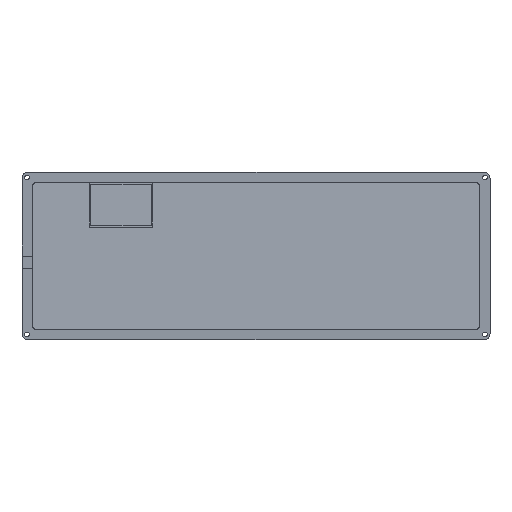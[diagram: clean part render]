
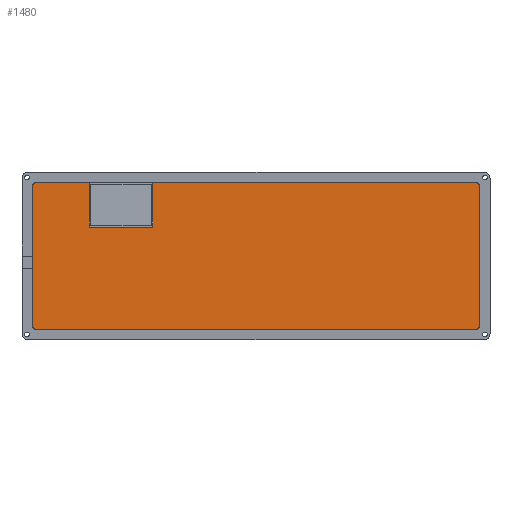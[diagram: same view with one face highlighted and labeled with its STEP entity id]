
A CAD part, top view. The second image highlights one B-rep face of the part: STEP entity #1480.
In plain terms, the highlighted planar face has unit normal (0, 0, 1).
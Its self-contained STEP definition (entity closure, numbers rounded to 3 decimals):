
#101=PLANE('',#1639);
#175=FACE_OUTER_BOUND('',#269,.T.);
#269=EDGE_LOOP('',(#1278,#1279,#1280,#1281,#1282,#1283,#1284,#1285,#1286,
#1287,#1288,#1289));
#296=LINE('',#2138,#420);
#300=LINE('',#2146,#424);
#315=LINE('',#2176,#439);
#319=LINE('',#2184,#443);
#323=LINE('',#2191,#447);
#402=LINE('',#2659,#526);
#403=LINE('',#2663,#527);
#404=LINE('',#2666,#528);
#420=VECTOR('',#1709,10.);
#424=VECTOR('',#1715,10.);
#439=VECTOR('',#1740,10.);
#443=VECTOR('',#1748,10.);
#447=VECTOR('',#1752,10.);
#526=VECTOR('',#2039,10.);
#527=VECTOR('',#2042,10.);
#528=VECTOR('',#2045,10.);
#592=CIRCLE('',#1638,3.);
#593=CIRCLE('',#1640,3.);
#594=CIRCLE('',#1641,3.);
#595=CIRCLE('',#1642,3.);
#610=VERTEX_POINT('',#2136);
#611=VERTEX_POINT('',#2137);
#614=VERTEX_POINT('',#2145);
#624=VERTEX_POINT('',#2175);
#626=VERTEX_POINT('',#2183);
#629=VERTEX_POINT('',#2189);
#726=VERTEX_POINT('',#2652);
#727=VERTEX_POINT('',#2656);
#728=VERTEX_POINT('',#2658);
#729=VERTEX_POINT('',#2660);
#730=VERTEX_POINT('',#2662);
#731=VERTEX_POINT('',#2664);
#750=EDGE_CURVE('',#610,#611,#296,.T.);
#754=EDGE_CURVE('',#614,#610,#300,.T.);
#769=EDGE_CURVE('',#624,#614,#315,.T.);
#773=EDGE_CURVE('',#624,#626,#319,.T.);
#777=EDGE_CURVE('',#629,#611,#323,.T.);
#925=EDGE_CURVE('',#726,#626,#592,.T.);
#927=EDGE_CURVE('',#629,#727,#593,.T.);
#928=EDGE_CURVE('',#728,#727,#402,.T.);
#929=EDGE_CURVE('',#728,#729,#594,.T.);
#930=EDGE_CURVE('',#730,#729,#403,.T.);
#931=EDGE_CURVE('',#730,#731,#595,.T.);
#932=EDGE_CURVE('',#726,#731,#404,.T.);
#1278=ORIENTED_EDGE('',*,*,#750,.T.);
#1279=ORIENTED_EDGE('',*,*,#777,.F.);
#1280=ORIENTED_EDGE('',*,*,#927,.T.);
#1281=ORIENTED_EDGE('',*,*,#928,.F.);
#1282=ORIENTED_EDGE('',*,*,#929,.T.);
#1283=ORIENTED_EDGE('',*,*,#930,.F.);
#1284=ORIENTED_EDGE('',*,*,#931,.T.);
#1285=ORIENTED_EDGE('',*,*,#932,.F.);
#1286=ORIENTED_EDGE('',*,*,#925,.T.);
#1287=ORIENTED_EDGE('',*,*,#773,.F.);
#1288=ORIENTED_EDGE('',*,*,#769,.T.);
#1289=ORIENTED_EDGE('',*,*,#754,.T.);
#1480=ADVANCED_FACE('',(#175),#101,.T.);
#1638=AXIS2_PLACEMENT_3D('',#2653,#2032,#2033);
#1639=AXIS2_PLACEMENT_3D('',#2655,#2035,#2036);
#1640=AXIS2_PLACEMENT_3D('',#2657,#2037,#2038);
#1641=AXIS2_PLACEMENT_3D('',#2661,#2040,#2041);
#1642=AXIS2_PLACEMENT_3D('',#2665,#2043,#2044);
#1709=DIRECTION('',(0.,1.,0.));
#1715=DIRECTION('',(-1.,0.,0.));
#1740=DIRECTION('',(0.,-1.,0.));
#1748=DIRECTION('',(1.,0.,0.));
#1752=DIRECTION('',(1.,0.,0.));
#2032=DIRECTION('center_axis',(0.,0.,1.));
#2033=DIRECTION('ref_axis',(0.707,0.707,0.));
#2035=DIRECTION('center_axis',(0.,0.,1.));
#2036=DIRECTION('ref_axis',(1.,0.,0.));
#2037=DIRECTION('center_axis',(0.,0.,1.));
#2038=DIRECTION('ref_axis',(-0.707,0.707,0.));
#2039=DIRECTION('',(0.,1.,0.));
#2040=DIRECTION('center_axis',(0.,0.,1.));
#2041=DIRECTION('ref_axis',(-0.707,-0.707,0.));
#2042=DIRECTION('',(-1.,0.,0.));
#2043=DIRECTION('center_axis',(0.,0.,1.));
#2044=DIRECTION('ref_axis',(0.707,-0.707,0.));
#2045=DIRECTION('',(0.,-1.,0.));
#2136=CARTESIAN_POINT('',(-185.297,-5.944,3.));
#2137=CARTESIAN_POINT('',(-185.297,25.056,3.));
#2138=CARTESIAN_POINT('',(-185.297,-16.044,3.));
#2145=CARTESIAN_POINT('',(-141.297,-5.944,3.));
#2146=CARTESIAN_POINT('',(-105.247,-5.944,3.));
#2175=CARTESIAN_POINT('',(-141.297,25.056,3.));
#2176=CARTESIAN_POINT('',(-141.297,-0.544,3.));
#2183=CARTESIAN_POINT('',(83.903,25.056,3.));
#2184=CARTESIAN_POINT('',(-147.247,25.056,3.));
#2189=CARTESIAN_POINT('',(-222.297,25.056,3.));
#2191=CARTESIAN_POINT('',(-147.247,25.056,3.));
#2652=CARTESIAN_POINT('',(86.903,22.056,3.));
#2653=CARTESIAN_POINT('Origin',(83.903,22.056,3.));
#2655=CARTESIAN_POINT('Origin',(-69.197,-26.144,3.));
#2656=CARTESIAN_POINT('',(-225.297,22.056,3.));
#2657=CARTESIAN_POINT('Origin',(-222.297,22.056,3.));
#2658=CARTESIAN_POINT('',(-225.297,-74.344,3.));
#2659=CARTESIAN_POINT('',(-225.297,-51.744,3.));
#2660=CARTESIAN_POINT('',(-222.297,-77.344,3.));
#2661=CARTESIAN_POINT('Origin',(-222.297,-74.344,3.));
#2662=CARTESIAN_POINT('',(83.903,-77.344,3.));
#2663=CARTESIAN_POINT('',(8.853,-77.344,3.));
#2664=CARTESIAN_POINT('',(86.903,-74.344,3.));
#2665=CARTESIAN_POINT('Origin',(83.903,-74.344,3.));
#2666=CARTESIAN_POINT('',(86.903,-0.544,3.));
